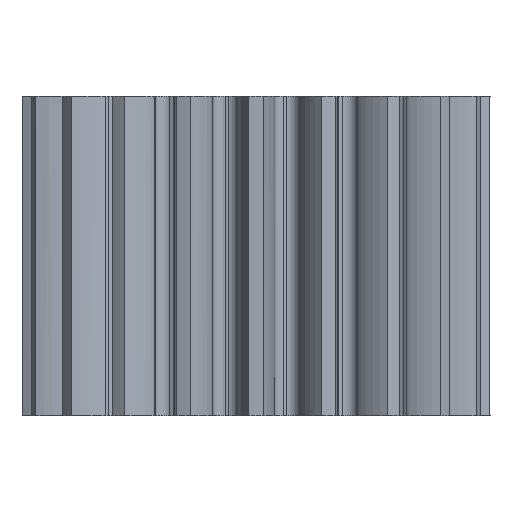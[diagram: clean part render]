
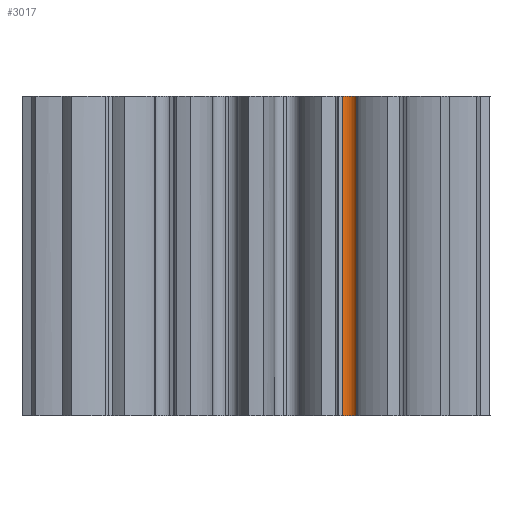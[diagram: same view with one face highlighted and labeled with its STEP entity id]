
A CAD part, front view. The second image highlights one B-rep face of the part: STEP entity #3017.
In plain terms, the highlighted cylindrical face has radius 0.5 mm (diameter 1 mm), a partial arc.
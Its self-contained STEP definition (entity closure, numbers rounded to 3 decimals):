
#193=FACE_OUTER_BOUND('',#356,.T.);
#356=EDGE_LOOP('',(#2000,#2001,#2002,#2003));
#536=LINE('',#4370,#777);
#537=LINE('',#4373,#778);
#777=VECTOR('',#3544,10.);
#778=VECTOR('',#3547,10.);
#1003=CIRCLE('',#3206,0.5);
#1004=CIRCLE('',#3207,0.5);
#1185=VERTEX_POINT('',#4366);
#1186=VERTEX_POINT('',#4367);
#1187=VERTEX_POINT('',#4369);
#1188=VERTEX_POINT('',#4371);
#1512=EDGE_CURVE('',#1185,#1186,#1003,.T.);
#1513=EDGE_CURVE('',#1186,#1187,#536,.T.);
#1514=EDGE_CURVE('',#1187,#1188,#1004,.T.);
#1515=EDGE_CURVE('',#1188,#1185,#537,.T.);
#2000=ORIENTED_EDGE('',*,*,#1512,.T.);
#2001=ORIENTED_EDGE('',*,*,#1513,.T.);
#2002=ORIENTED_EDGE('',*,*,#1514,.T.);
#2003=ORIENTED_EDGE('',*,*,#1515,.T.);
#2931=CYLINDRICAL_SURFACE('',#3205,0.5);
#3017=ADVANCED_FACE('',(#193),#2931,.F.);
#3205=AXIS2_PLACEMENT_3D('',#4365,#3540,#3541);
#3206=AXIS2_PLACEMENT_3D('',#4368,#3542,#3543);
#3207=AXIS2_PLACEMENT_3D('',#4372,#3545,#3546);
#3540=DIRECTION('center_axis',(0.,0.,1.));
#3541=DIRECTION('ref_axis',(0.273,0.962,0.));
#3542=DIRECTION('center_axis',(0.,0.,-1.));
#3543=DIRECTION('ref_axis',(0.273,0.962,0.));
#3544=DIRECTION('',(0.,0.,1.));
#3545=DIRECTION('center_axis',(0.,0.,1.));
#3546=DIRECTION('ref_axis',(0.273,0.962,0.));
#3547=DIRECTION('',(0.,0.,-1.));
#4365=CARTESIAN_POINT('Origin',(4.277,-8.201,0.));
#4366=CARTESIAN_POINT('',(4.046,-7.757,0.));
#4367=CARTESIAN_POINT('',(4.707,-7.945,0.));
#4368=CARTESIAN_POINT('Origin',(4.277,-8.201,0.));
#4369=CARTESIAN_POINT('',(4.707,-7.945,15.));
#4370=CARTESIAN_POINT('',(4.707,-7.945,0.));
#4371=CARTESIAN_POINT('',(4.046,-7.757,15.));
#4372=CARTESIAN_POINT('Origin',(4.277,-8.201,15.));
#4373=CARTESIAN_POINT('',(4.046,-7.757,0.));
